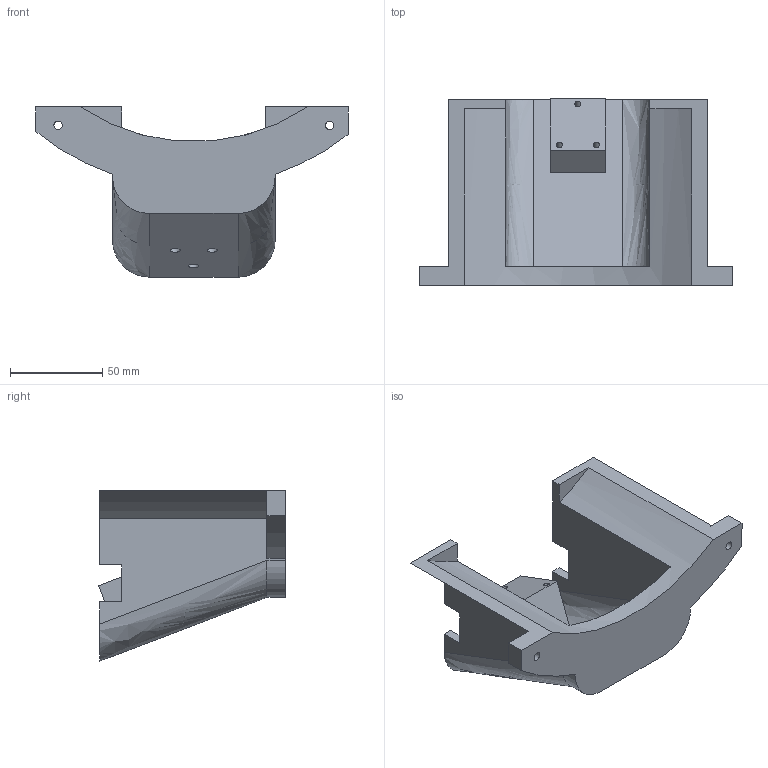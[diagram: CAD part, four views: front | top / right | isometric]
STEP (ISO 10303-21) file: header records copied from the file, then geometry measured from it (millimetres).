
FILE_DESCRIPTION(/* description */ (''),/* implementation_level */ '2;1');
FILE_NAME(/* name */ 'Camera Mount Angle Test_2.stp',/* time_stamp */ '2025-11-21T14:55:57-05:00',/* author */ ('mumin'),/* organization */ (''),/* preprocessor_version */ 'ST-DEVELOPER v20.1',/* originating_system */ 'Autodesk Inventor 2026',/* authorisation */ '');
FILE_SCHEMA (('AUTOMOTIVE_DESIGN { 1 0 10303 214 3 1 1 }'));
Length unit declared in the file: millimetre
Products named in the file (1): Camera Cylinder Housing
Bounding box: 168.97 x 101.11 x 92.15 mm (x, y, z)
Volume: 192308.7 mm3; surface area: 67119.5 mm2
Topology: 1 solids, 1 shells, 53 faces, 139 edges, 92 vertices
Faces by surface type: plane 34, cylinder 15, bspline 4
Full cylindrical faces by diameter (mm): 3.2 x3, 4.5 x2, 5.6 x3
Entity records: 1702 total; most frequent: CARTESIAN_POINT 305, ORIENTED_EDGE 278, DIRECTION 277, EDGE_CURVE 139, LINE 101, VECTOR 101, VERTEX_POINT 92, AXIS2_PLACEMENT_3D 88
